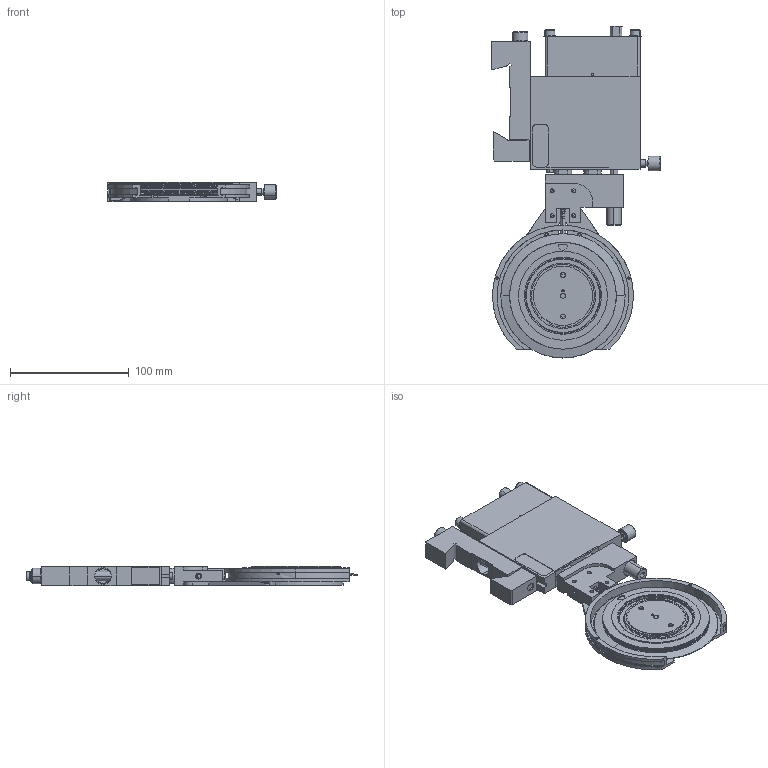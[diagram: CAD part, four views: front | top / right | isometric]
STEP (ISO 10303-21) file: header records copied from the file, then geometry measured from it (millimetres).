
FILE_DESCRIPTION (( 'STEP AP214' ), '1' );
FILE_NAME ('021123.STEP', '2022-06-23T13:04:41', ( '' ), ( '' ), 'SwSTEP 2.0', 'SolidWorks 2021', '' );
FILE_SCHEMA (( 'AUTOMOTIVE_DESIGN' ));
Length unit declared in the file: inch
Products named in the file (1): 021123
Bounding box: 142 x 280.1 x 16.1 mm (x, y, z)
Surface area: 125674.2 mm2 (no closed solid volume)
Topology: 0 solids, 81 shells, 695 faces, 2771 edges, 2125 vertices
Faces by surface type: cylinder 347, plane 243, cone 80, bspline 11, torus 10, sphere 4
Entity records: 40520 total; most frequent: CARTESIAN_POINT 8455, DIRECTION 5037, ORIENTED_EDGE 4034, EDGE_CURVE 2755, VERTEX_POINT 2125, AXIS2_PLACEMENT_3D 1860, LINE 1317, VECTOR 1317
